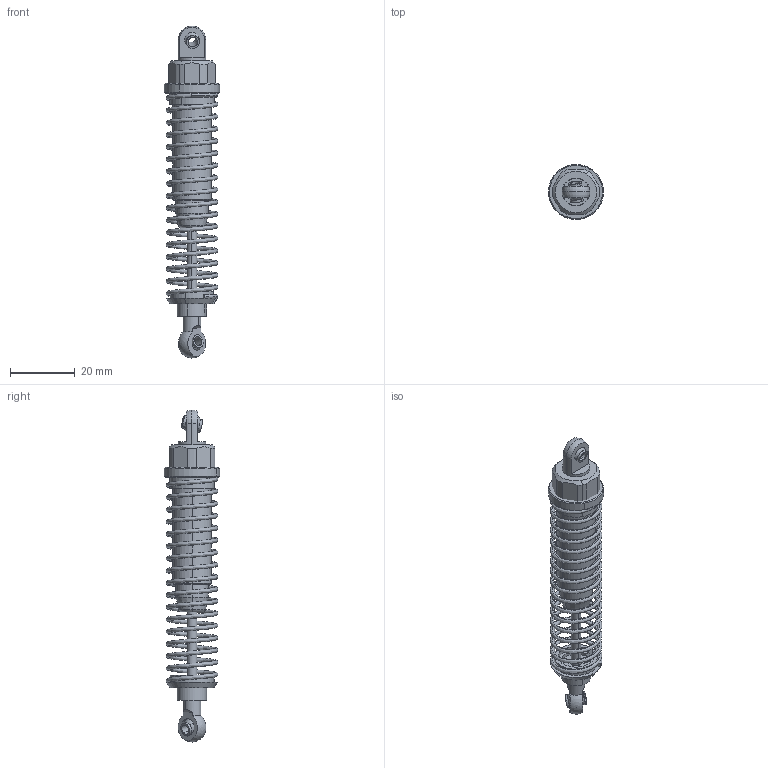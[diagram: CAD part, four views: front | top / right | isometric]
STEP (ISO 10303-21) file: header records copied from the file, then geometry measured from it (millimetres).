
FILE_DESCRIPTION (( 'STEP AP214' ), '1' );
FILE_NAME ('6633 100mm Shock absorber.STEP', '2016-02-06T18:01:42', ( 'Ioan' ), ( '' ), 'SwSTEP 2.0', 'SolidWorks 2016', '' );
FILE_SCHEMA (( 'AUTOMOTIVE_DESIGN' ));
Length unit declared in the file: millimetre
Products named in the file (15): Top Cap 6633 100mm; spring support 6633 100mm; spring nut 6633 100mm; Rod 6633 100mm; O-ring 6633 100mm; Bot Nut 6633 100mm; ball joint plastic on rod 6633 100mm; ball joint plastic on case 6633 100mm; ball joint 6633 100mm; Case 6633 100mm Shock Absorber; 6633 100mm Shock absorber; Spring 6633 100mm; lock washer for shafts_din_Lock washer DIN 6799 - 2.3; piston plastic 6633 100mm; Top Nut 6633 100mm
Assembly tree (17 placements, depth 2):
  6633 100mm Shock absorber
    Case 6633 100mm Shock Absorber
    ball joint 6633 100mm  x2
    ball joint plastic on case 6633 100mm
    ball joint plastic on rod 6633 100mm
    Bot Nut 6633 100mm
    O-ring 6633 100mm  x2
    Rod 6633 100mm
    spring nut 6633 100mm
    spring support 6633 100mm
    Top Cap 6633 100mm
    Top Nut 6633 100mm
    piston plastic 6633 100mm
    lock washer for shafts_din_Lock washer DIN 6799 - 2.3  x2
    Spring 6633 100mm
Bounding box: 16.98 x 16.98 x 102.35 mm (x, y, z)
Volume: 5766.4 mm3; surface area: 11639.5 mm2
Topology: 17 solids, 17 shells, 277 faces, 675 edges, 431 vertices
Faces by surface type: cylinder 129, plane 80, cone 30, torus 20, sphere 16, bspline 2
Entity records: 11010 total; most frequent: CARTESIAN_POINT 4535, DIRECTION 1360, ORIENTED_EDGE 1102, AXIS2_PLACEMENT_3D 580, EDGE_CURVE 551, VERTEX_POINT 355, CIRCLE 323, EDGE_LOOP 272
